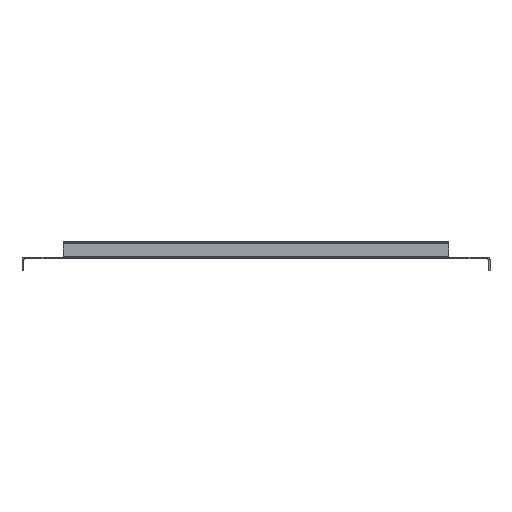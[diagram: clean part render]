
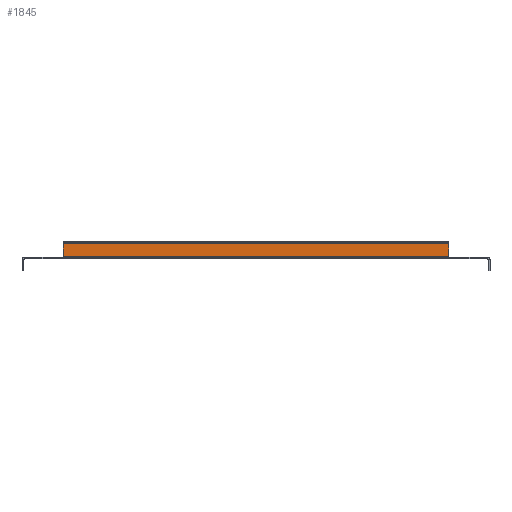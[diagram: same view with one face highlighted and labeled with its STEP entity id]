
A CAD part, front view. The second image highlights one B-rep face of the part: STEP entity #1845.
In plain terms, the highlighted planar face has unit normal (0, -1, 0).
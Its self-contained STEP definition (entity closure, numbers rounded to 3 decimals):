
#78 = DIRECTION ( 'NONE',  ( -1., 0., 0. ) ) ;
#146 = VECTOR ( 'NONE', #78, 1000. ) ;
#270 = ORIENTED_EDGE ( 'NONE', *, *, #1383, .T. ) ;
#274 = VERTEX_POINT ( 'NONE', #1127 ) ;
#309 = LINE ( 'NONE', #2156, #146 ) ;
#340 = LINE ( 'NONE', #2148, #739 ) ;
#562 = PLANE ( 'NONE',  #825 ) ;
#640 = CARTESIAN_POINT ( 'NONE',  ( 45., -3.5, 0. ) ) ;
#739 = VECTOR ( 'NONE', #1113, 1000. ) ;
#762 = CARTESIAN_POINT ( 'NONE',  ( 45., -3.5, 1. ) ) ;
#820 = CARTESIAN_POINT ( 'NONE',  ( 465., -3.5, 14.5 ) ) ;
#825 = AXIS2_PLACEMENT_3D ( 'NONE', #1833, #2435, #2669 ) ;
#975 = ORIENTED_EDGE ( 'NONE', *, *, #2086, .T. ) ;
#1048 = VERTEX_POINT ( 'NONE', #762 ) ;
#1113 = DIRECTION ( 'NONE',  ( 0., 0., 1. ) ) ;
#1121 = EDGE_LOOP ( 'NONE', ( #975, #2490, #2462, #270 ) ) ;
#1122 = EDGE_CURVE ( 'NONE', #1365, #1048, #2211, .T. ) ;
#1127 = CARTESIAN_POINT ( 'NONE',  ( 45., -3.5, 14.5 ) ) ;
#1258 = LINE ( 'NONE', #640, #2450 ) ;
#1365 = VERTEX_POINT ( 'NONE', #1531 ) ;
#1383 = EDGE_CURVE ( 'NONE', #1365, #2678, #340, .T. ) ;
#1531 = CARTESIAN_POINT ( 'NONE',  ( 465., -3.5, 1. ) ) ;
#1833 = CARTESIAN_POINT ( 'NONE',  ( 0., -3.5, 0. ) ) ;
#1845 = ADVANCED_FACE ( 'NONE', ( #2070 ), #562, .F. ) ;
#1997 = DIRECTION ( 'NONE',  ( -1., 0., 0. ) ) ;
#2070 = FACE_OUTER_BOUND ( 'NONE', #1121, .T. ) ;
#2086 = EDGE_CURVE ( 'NONE', #2678, #274, #309, .T. ) ;
#2105 = DIRECTION ( 'NONE',  ( 0., 0., -1. ) ) ;
#2148 = CARTESIAN_POINT ( 'NONE',  ( 465., -3.5, 0. ) ) ;
#2156 = CARTESIAN_POINT ( 'NONE',  ( 465., -3.5, 14.5 ) ) ;
#2211 = LINE ( 'NONE', #2645, #2271 ) ;
#2271 = VECTOR ( 'NONE', #1997, 1000. ) ;
#2412 = EDGE_CURVE ( 'NONE', #274, #1048, #1258, .T. ) ;
#2435 = DIRECTION ( 'NONE',  ( 0., 1., 0. ) ) ;
#2450 = VECTOR ( 'NONE', #2105, 1000. ) ;
#2462 = ORIENTED_EDGE ( 'NONE', *, *, #1122, .F. ) ;
#2490 = ORIENTED_EDGE ( 'NONE', *, *, #2412, .T. ) ;
#2645 = CARTESIAN_POINT ( 'NONE',  ( 45., -3.5, 1. ) ) ;
#2669 = DIRECTION ( 'NONE',  ( 0., 0., 1. ) ) ;
#2678 = VERTEX_POINT ( 'NONE', #820 ) ;
